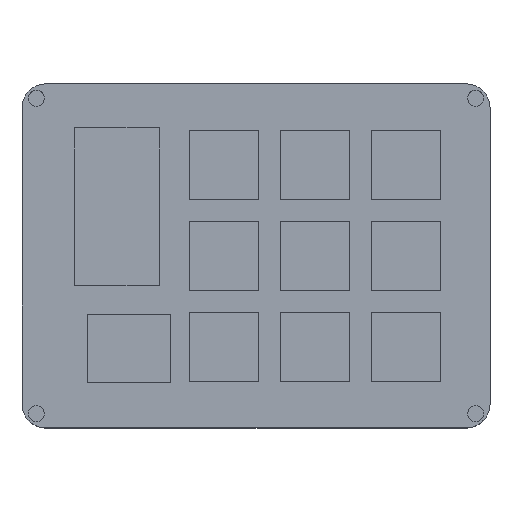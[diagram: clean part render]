
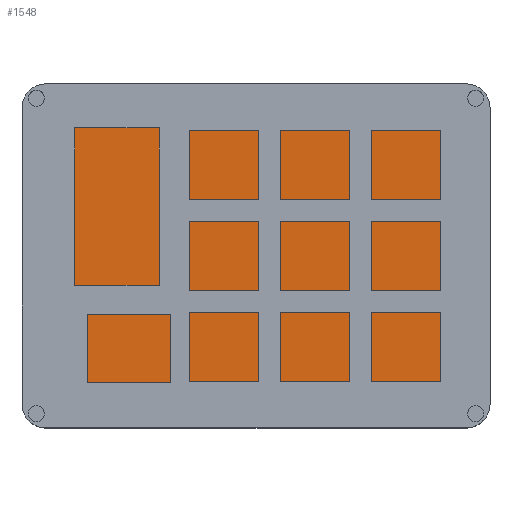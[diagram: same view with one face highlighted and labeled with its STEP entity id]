
A CAD part, top view. The second image highlights one B-rep face of the part: STEP entity #1548.
In plain terms, the highlighted planar face has unit normal (0, 0, 1).
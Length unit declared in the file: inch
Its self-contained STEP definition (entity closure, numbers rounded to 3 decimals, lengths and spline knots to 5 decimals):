
#74=PLANE('',#1665);
#143=FACE_OUTER_BOUND('',#224,.T.);
#224=EDGE_LOOP('',(#1112,#1113,#1114,#1115));
#336=LINE('',#2230,#520);
#337=LINE('',#2232,#521);
#338=LINE('',#2234,#522);
#339=LINE('',#2235,#523);
#520=VECTOR('',#1812,0.3937);
#521=VECTOR('',#1813,0.3937);
#522=VECTOR('',#1814,0.3937);
#523=VECTOR('',#1815,0.3937);
#740=VERTEX_POINT('',#2228);
#741=VERTEX_POINT('',#2229);
#742=VERTEX_POINT('',#2231);
#743=VERTEX_POINT('',#2233);
#888=EDGE_CURVE('',#740,#741,#336,.T.);
#889=EDGE_CURVE('',#742,#740,#337,.T.);
#890=EDGE_CURVE('',#743,#742,#338,.T.);
#891=EDGE_CURVE('',#741,#743,#339,.T.);
#1112=ORIENTED_EDGE('',*,*,#888,.F.);
#1113=ORIENTED_EDGE('',*,*,#889,.F.);
#1114=ORIENTED_EDGE('',*,*,#890,.F.);
#1115=ORIENTED_EDGE('',*,*,#891,.F.);
#1548=ADVANCED_FACE('',(#143),#74,.T.);
#1665=AXIS2_PLACEMENT_3D('',#2227,#1810,#1811);
#1810=DIRECTION('center_axis',(0.,0.,1.));
#1811=DIRECTION('ref_axis',(1.,0.,0.));
#1812=DIRECTION('',(-1.,0.,0.));
#1813=DIRECTION('',(0.,-1.,0.));
#1814=DIRECTION('',(1.,0.,0.));
#1815=DIRECTION('',(0.,1.,0.));
#2227=CARTESIAN_POINT('Origin',(0.,0.,
0.07874));
#2228=CARTESIAN_POINT('',(1.7374,-1.22539,0.07874));
#2229=CARTESIAN_POINT('',(-1.7374,-1.22539,0.07874));
#2230=CARTESIAN_POINT('',(0.8687,-1.22539,0.07874));
#2231=CARTESIAN_POINT('',(1.7374,1.22539,0.07874));
#2232=CARTESIAN_POINT('',(1.7374,0.6127,0.07874));
#2233=CARTESIAN_POINT('',(-1.7374,1.22539,0.07874));
#2234=CARTESIAN_POINT('',(-0.8687,1.22539,0.07874));
#2235=CARTESIAN_POINT('',(-1.7374,-0.6127,0.07874));
